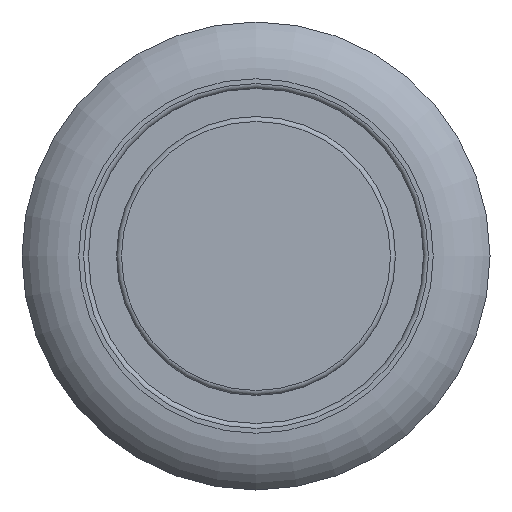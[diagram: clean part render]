
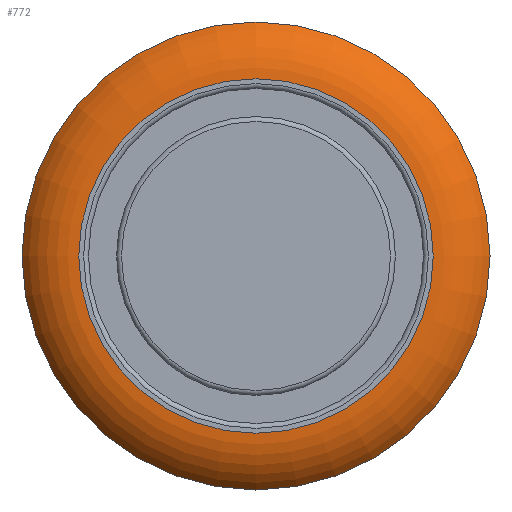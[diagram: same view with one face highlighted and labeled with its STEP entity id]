
A CAD part, front view. The second image highlights one B-rep face of the part: STEP entity #772.
In plain terms, the highlighted toroidal (fillet/blend) face has major radius 8.996 mm and minor radius 3.514 mm.
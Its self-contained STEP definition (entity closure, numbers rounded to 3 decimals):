
#14=TOROIDAL_SURFACE('',#865,8.996,3.514);
#73=FACE_OUTER_BOUND('',#114,.T.);
#114=EDGE_LOOP('',(#644,#645,#646,#647,#648,#649,#650));
#271=CIRCLE('',#866,8.996);
#272=CIRCLE('',#867,8.996);
#273=CIRCLE('',#868,3.514);
#274=CIRCLE('',#869,11.875);
#275=CIRCLE('',#870,11.875);
#276=CIRCLE('',#871,11.875);
#352=VERTEX_POINT('',#1321);
#353=VERTEX_POINT('',#1322);
#354=VERTEX_POINT('',#1325);
#355=VERTEX_POINT('',#1327);
#356=VERTEX_POINT('',#1329);
#456=EDGE_CURVE('',#352,#353,#271,.T.);
#457=EDGE_CURVE('',#353,#352,#272,.T.);
#458=EDGE_CURVE('',#353,#354,#273,.T.);
#459=EDGE_CURVE('',#355,#354,#274,.T.);
#460=EDGE_CURVE('',#356,#355,#275,.T.);
#461=EDGE_CURVE('',#354,#356,#276,.T.);
#644=ORIENTED_EDGE('',*,*,#456,.F.);
#645=ORIENTED_EDGE('',*,*,#457,.F.);
#646=ORIENTED_EDGE('',*,*,#458,.T.);
#647=ORIENTED_EDGE('',*,*,#459,.F.);
#648=ORIENTED_EDGE('',*,*,#460,.F.);
#649=ORIENTED_EDGE('',*,*,#461,.F.);
#650=ORIENTED_EDGE('',*,*,#458,.F.);
#772=ADVANCED_FACE('',(#73),#14,.T.);
#865=AXIS2_PLACEMENT_3D('',#1320,#1075,#1076);
#866=AXIS2_PLACEMENT_3D('',#1323,#1077,#1078);
#867=AXIS2_PLACEMENT_3D('',#1324,#1079,#1080);
#868=AXIS2_PLACEMENT_3D('',#1326,#1081,#1082);
#869=AXIS2_PLACEMENT_3D('',#1328,#1083,#1084);
#870=AXIS2_PLACEMENT_3D('',#1330,#1085,#1086);
#871=AXIS2_PLACEMENT_3D('',#1331,#1087,#1088);
#1075=DIRECTION('center_axis',(0.,1.,0.));
#1076=DIRECTION('ref_axis',(0.,0.,1.));
#1077=DIRECTION('center_axis',(0.,-1.,0.));
#1078=DIRECTION('ref_axis',(0.,0.,1.));
#1079=DIRECTION('center_axis',(0.,-1.,0.));
#1080=DIRECTION('ref_axis',(0.,0.,1.));
#1081=DIRECTION('center_axis',(1.,0.,0.));
#1082=DIRECTION('ref_axis',(0.,0.,-1.));
#1083=DIRECTION('center_axis',(0.,1.,0.));
#1084=DIRECTION('ref_axis',(1.,0.,0.));
#1085=DIRECTION('center_axis',(0.,1.,0.));
#1086=DIRECTION('ref_axis',(1.,0.,0.));
#1087=DIRECTION('center_axis',(0.,1.,0.));
#1088=DIRECTION('ref_axis',(1.,0.,0.));
#1320=CARTESIAN_POINT('Origin',(0.,1.514,0.));
#1321=CARTESIAN_POINT('',(0.,-2.,8.996));
#1322=CARTESIAN_POINT('',(0.,-2.,-8.996));
#1323=CARTESIAN_POINT('Origin',(0.,-2.,0.));
#1324=CARTESIAN_POINT('Origin',(0.,-2.,0.));
#1325=CARTESIAN_POINT('',(0.,-0.5,-11.875));
#1326=CARTESIAN_POINT('Origin',(0.,1.514,
-8.996));
#1327=CARTESIAN_POINT('',(0.,-0.5,11.875));
#1328=CARTESIAN_POINT('Origin',(0.,-0.5,0.));
#1329=CARTESIAN_POINT('',(-11.875,-0.5,0.));
#1330=CARTESIAN_POINT('Origin',(0.,-0.5,0.));
#1331=CARTESIAN_POINT('Origin',(0.,-0.5,0.));
